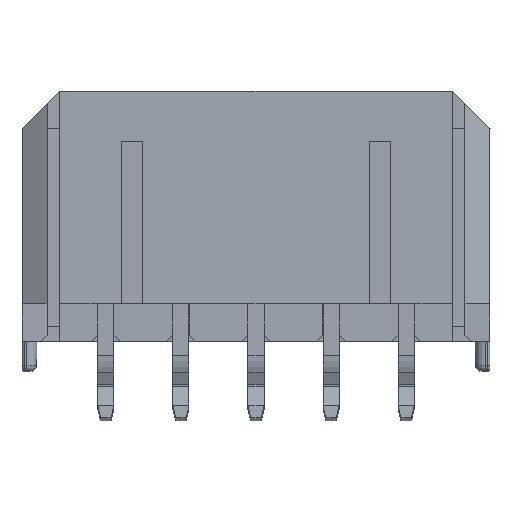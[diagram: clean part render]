
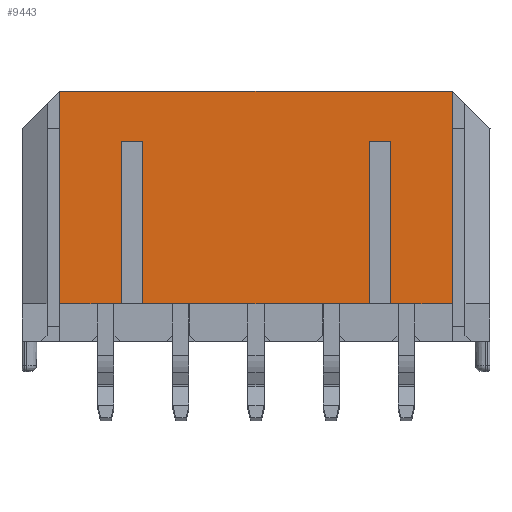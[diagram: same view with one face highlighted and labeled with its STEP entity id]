
A CAD part, top view. The second image highlights one B-rep face of the part: STEP entity #9443.
In plain terms, the highlighted planar face has unit normal (0, 0, 1).
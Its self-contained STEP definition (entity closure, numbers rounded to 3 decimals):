
#1246=DIRECTION('',(0.,1.,0.));
#1247=VECTOR('',#1246,6.5);
#1248=CARTESIAN_POINT('',(-4.525,1.5,3.4));
#1249=LINE('',#1248,#1247);
#1250=DIRECTION('',(-1.,0.,0.));
#1251=VECTOR('',#1250,0.85);
#1252=CARTESIAN_POINT('',(-4.525,8.,3.4));
#1253=LINE('',#1252,#1251);
#1254=DIRECTION('',(0.,-1.,0.));
#1255=VECTOR('',#1254,6.5);
#1256=CARTESIAN_POINT('',(-5.375,8.,3.4));
#1257=LINE('',#1256,#1255);
#1258=DIRECTION('',(1.,0.,0.));
#1259=VECTOR('',#1258,2.475);
#1260=CARTESIAN_POINT('',(-7.85,1.5,3.4));
#1261=LINE('',#1260,#1259);
#1262=DIRECTION('',(0.,1.,0.));
#1263=VECTOR('',#1262,8.5);
#1264=CARTESIAN_POINT('',(-7.85,1.5,3.4));
#1265=LINE('',#1264,#1263);
#1266=DIRECTION('',(-1.,0.,0.));
#1267=VECTOR('',#1266,15.7);
#1268=CARTESIAN_POINT('',(7.85,10.,3.4));
#1269=LINE('',#1268,#1267);
#1270=DIRECTION('',(0.,1.,0.));
#1271=VECTOR('',#1270,8.5);
#1272=CARTESIAN_POINT('',(7.85,1.5,3.4));
#1273=LINE('',#1272,#1271);
#1274=DIRECTION('',(1.,0.,0.));
#1275=VECTOR('',#1274,2.475);
#1276=CARTESIAN_POINT('',(5.375,1.5,3.4));
#1277=LINE('',#1276,#1275);
#1278=DIRECTION('',(0.,1.,0.));
#1279=VECTOR('',#1278,6.5);
#1280=CARTESIAN_POINT('',(5.375,1.5,3.4));
#1281=LINE('',#1280,#1279);
#1282=DIRECTION('',(-1.,0.,0.));
#1283=VECTOR('',#1282,0.85);
#1284=CARTESIAN_POINT('',(5.375,8.,3.4));
#1285=LINE('',#1284,#1283);
#1286=DIRECTION('',(0.,-1.,0.));
#1287=VECTOR('',#1286,6.5);
#1288=CARTESIAN_POINT('',(4.525,8.,3.4));
#1289=LINE('',#1288,#1287);
#1290=DIRECTION('',(1.,0.,0.));
#1291=VECTOR('',#1290,9.05);
#1292=CARTESIAN_POINT('',(-4.525,1.5,3.4));
#1293=LINE('',#1292,#1291);
#5944=CARTESIAN_POINT('',(7.85,10.,3.4));
#5945=VERTEX_POINT('',#5944);
#5962=CARTESIAN_POINT('',(7.85,1.5,3.4));
#5963=VERTEX_POINT('',#5962);
#5968=CARTESIAN_POINT('',(-7.85,1.5,3.4));
#5969=VERTEX_POINT('',#5968);
#5970=CARTESIAN_POINT('',(-7.85,10.,3.4));
#5971=VERTEX_POINT('',#5970);
#6200=CARTESIAN_POINT('',(-4.525,1.5,3.4));
#6201=CARTESIAN_POINT('',(-4.525,8.,3.4));
#6202=VERTEX_POINT('',#6200);
#6203=VERTEX_POINT('',#6201);
#6204=CARTESIAN_POINT('',(-5.375,8.,3.4));
#6205=VERTEX_POINT('',#6204);
#6206=CARTESIAN_POINT('',(-5.375,1.5,3.4));
#6207=VERTEX_POINT('',#6206);
#6208=CARTESIAN_POINT('',(5.375,1.5,3.4));
#6209=CARTESIAN_POINT('',(5.375,8.,3.4));
#6210=VERTEX_POINT('',#6208);
#6211=VERTEX_POINT('',#6209);
#6212=CARTESIAN_POINT('',(4.525,8.,3.4));
#6213=VERTEX_POINT('',#6212);
#6214=CARTESIAN_POINT('',(4.525,1.5,3.4));
#6215=VERTEX_POINT('',#6214);
#9415=CARTESIAN_POINT('',(0.,0.,3.4));
#9416=DIRECTION('',(0.,0.,1.));
#9417=DIRECTION('',(1.,0.,0.));
#9418=AXIS2_PLACEMENT_3D('',#9415,#9416,#9417);
#9419=PLANE('',#9418);
#9421=ORIENTED_EDGE('',*,*,#9420,.T.);
#9423=ORIENTED_EDGE('',*,*,#9422,.T.);
#9425=ORIENTED_EDGE('',*,*,#9424,.T.);
#9426=ORIENTED_EDGE('',*,*,#9354,.F.);
#9428=ORIENTED_EDGE('',*,*,#9427,.T.);
#9430=ORIENTED_EDGE('',*,*,#9429,.F.);
#9432=ORIENTED_EDGE('',*,*,#9431,.F.);
#9433=ORIENTED_EDGE('',*,*,#9319,.F.);
#9435=ORIENTED_EDGE('',*,*,#9434,.T.);
#9437=ORIENTED_EDGE('',*,*,#9436,.T.);
#9439=ORIENTED_EDGE('',*,*,#9438,.T.);
#9440=ORIENTED_EDGE('',*,*,#9311,.F.);
#9441=EDGE_LOOP('',(#9421,#9423,#9425,#9426,#9428,#9430,#9432,#9433,#9435,#9437,
#9439,#9440));
#9442=FACE_OUTER_BOUND('',#9441,.F.);
#9311=EDGE_CURVE('',#6202,#6215,#1293,.T.);
#9319=EDGE_CURVE('',#6210,#5963,#1277,.T.);
#9354=EDGE_CURVE('',#5969,#6207,#1261,.T.);
#9420=EDGE_CURVE('',#6202,#6203,#1249,.T.);
#9422=EDGE_CURVE('',#6203,#6205,#1253,.T.);
#9424=EDGE_CURVE('',#6205,#6207,#1257,.T.);
#9427=EDGE_CURVE('',#5969,#5971,#1265,.T.);
#9429=EDGE_CURVE('',#5945,#5971,#1269,.T.);
#9431=EDGE_CURVE('',#5963,#5945,#1273,.T.);
#9434=EDGE_CURVE('',#6210,#6211,#1281,.T.);
#9436=EDGE_CURVE('',#6211,#6213,#1285,.T.);
#9438=EDGE_CURVE('',#6213,#6215,#1289,.T.);
#9443=ADVANCED_FACE('',(#9442),#9419,.T.);
